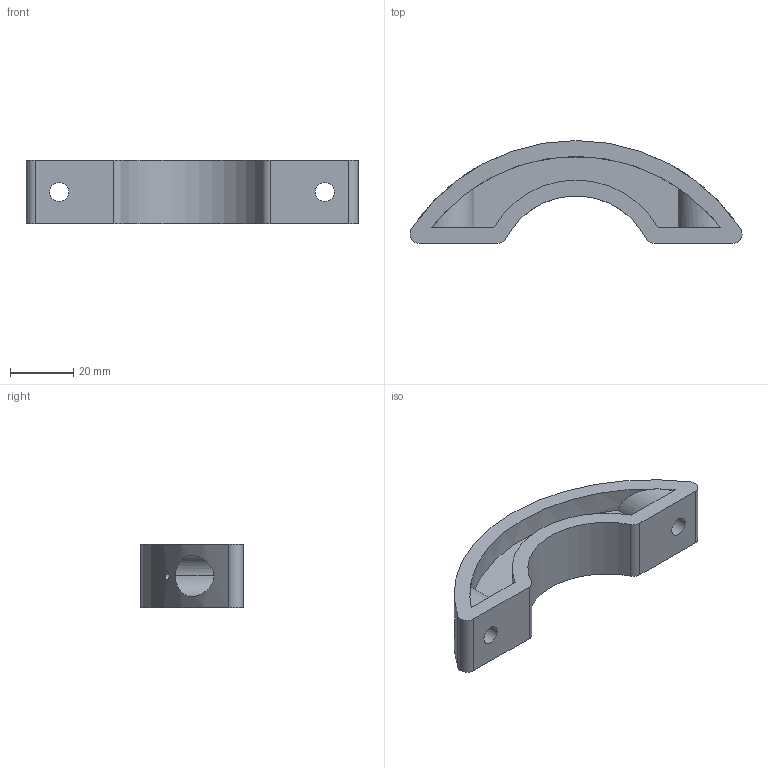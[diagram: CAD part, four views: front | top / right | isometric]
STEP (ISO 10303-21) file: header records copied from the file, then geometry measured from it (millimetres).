
FILE_DESCRIPTION(('CATIA V5 STEP Exchange'),'2;1');
FILE_NAME('Maintient aile B.stp','2019-05-23T20:40:25+00:00',('none'),('none'),'CATIA Version 5 Release 19 GA (IN-10)','CATIA V5 STEP AP203','none');
FILE_SCHEMA(('CONFIG_CONTROL_DESIGN'));
Length unit declared in the file: millimetre
Products named in the file (1): Maintient aile B
Bounding box: 105 x 32.5 x 20 mm (x, y, z)
Volume: 25933.1 mm3; surface area: 12496.8 mm2
Topology: 1 solids, 1 shells, 48 faces, 115 edges, 75 vertices
Faces by surface type: cylinder 30, plane 18
Entity records: 1401 total; most frequent: CARTESIAN_POINT 365, ORIENTED_EDGE 230, DIRECTION 144, EDGE_CURVE 115, VERTEX_POINT 75, AXIS2_PLACEMENT_3D 73, EDGE_LOOP 58, VECTOR 48
